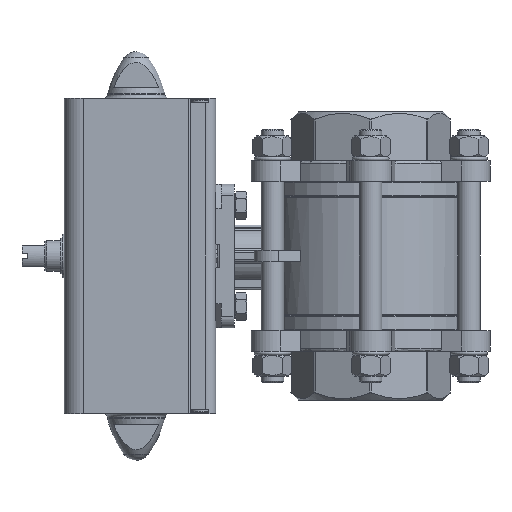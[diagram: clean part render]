
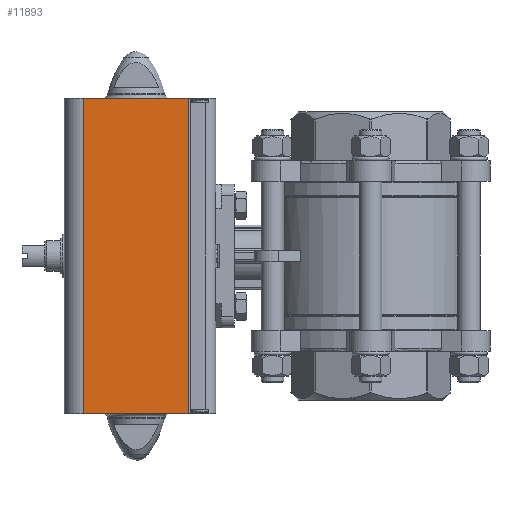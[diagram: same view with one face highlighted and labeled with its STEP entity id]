
A CAD part, left-side view. The second image highlights one B-rep face of the part: STEP entity #11893.
In plain terms, the highlighted planar face has unit normal (-1, 0, 0).
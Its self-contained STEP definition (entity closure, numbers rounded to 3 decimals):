
#3545=ORIENTED_EDGE('',*,*,#5635,.T.);
#3546=ORIENTED_EDGE('',*,*,#5636,.F.);
#3547=ORIENTED_EDGE('',*,*,#5637,.F.);
#3548=ORIENTED_EDGE('',*,*,#5638,.T.);
#5635=EDGE_CURVE('',#6903,#6904,#7785,.T.);
#5636=EDGE_CURVE('',#6905,#6904,#7786,.T.);
#5637=EDGE_CURVE('',#6906,#6905,#7787,.T.);
#5638=EDGE_CURVE('',#6906,#6903,#7788,.T.);
#6903=VERTEX_POINT('',#20974);
#6904=VERTEX_POINT('',#20975);
#6905=VERTEX_POINT('',#20977);
#6906=VERTEX_POINT('',#20979);
#7785=LINE('',#20973,#8621);
#7786=LINE('',#20976,#8622);
#7787=LINE('',#20978,#8623);
#7788=LINE('',#20980,#8624);
#8621=VECTOR('',#15832,1000.);
#8622=VECTOR('',#15833,1000.);
#8623=VECTOR('',#15834,1000.);
#8624=VECTOR('',#15835,1000.);
#9591=EDGE_LOOP('',(#3545,#3546,#3547,#3548));
#10632=FACE_BOUND('',#9591,.T.);
#11262=PLANE('',#13099);
#11893=ADVANCED_FACE('',(#10632),#11262,.F.);
#13099=AXIS2_PLACEMENT_3D('',#20972,#15830,#15831);
#15830=DIRECTION('',(1.,0.,0.));
#15831=DIRECTION('',(0.,0.,-1.));
#15832=DIRECTION('',(0.,-1.,0.));
#15833=DIRECTION('',(0.,0.,-1.));
#15834=DIRECTION('',(0.,-1.,0.));
#15835=DIRECTION('',(0.,0.,-1.));
#20972=CARTESIAN_POINT('',(-51.,37.56,111.95));
#20973=CARTESIAN_POINT('',(-51.,37.56,-111.95));
#20974=CARTESIAN_POINT('',(-51.,37.56,-111.95));
#20975=CARTESIAN_POINT('',(-51.,-37.3,-111.95));
#20976=CARTESIAN_POINT('',(-51.,-37.3,111.95));
#20977=CARTESIAN_POINT('',(-51.,-37.3,111.95));
#20978=CARTESIAN_POINT('',(-51.,37.56,111.95));
#20979=CARTESIAN_POINT('',(-51.,37.56,111.95));
#20980=CARTESIAN_POINT('',(-51.,37.56,111.95));
